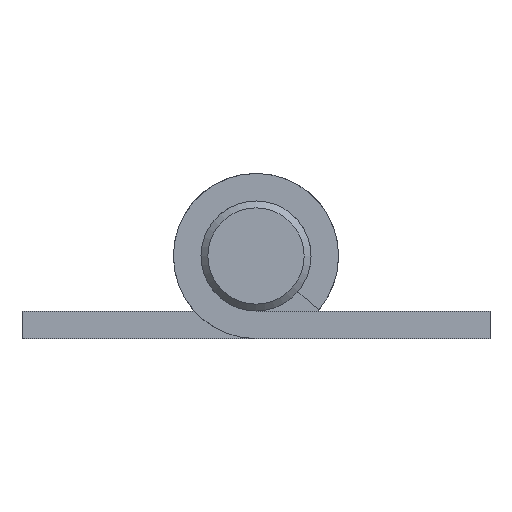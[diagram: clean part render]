
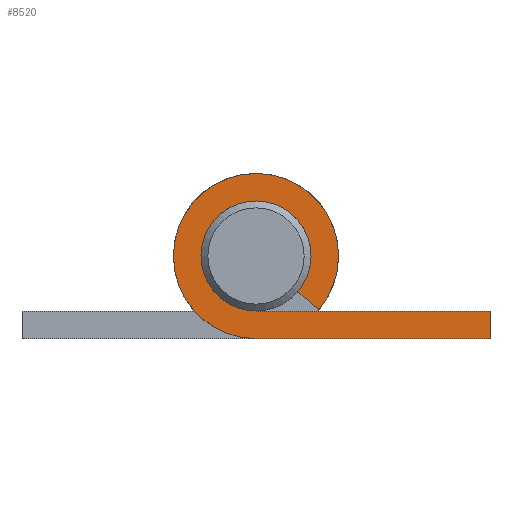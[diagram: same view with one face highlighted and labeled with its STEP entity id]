
A CAD part, front view. The second image highlights one B-rep face of the part: STEP entity #8520.
In plain terms, the highlighted face is planar.
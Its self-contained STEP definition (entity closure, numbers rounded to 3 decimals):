
#98 = DIRECTION ( 'NONE',  ( 0., 0., 1. ) ) ;
#417 = AXIS2_PLACEMENT_3D ( 'NONE', #1234, #2277, #4913 ) ;
#912 = FACE_OUTER_BOUND ( 'NONE', #1118, .T. ) ;
#1118 = EDGE_LOOP ( 'NONE', ( #7554, #1451, #9220, #2725, #1383, #10662 ) ) ;
#1234 = CARTESIAN_POINT ( 'NONE',  ( 0., 20., 0. ) ) ;
#1363 = EDGE_CURVE ( 'NONE', #10784, #7641, #7150, .T. ) ;
#1383 = ORIENTED_EDGE ( 'NONE', *, *, #6720, .T. ) ;
#1451 = ORIENTED_EDGE ( 'NONE', *, *, #1363, .T. ) ;
#1526 = VECTOR ( 'NONE', #6535, 1000. ) ;
#1795 = VECTOR ( 'NONE', #98, 1000. ) ;
#1881 = CARTESIAN_POINT ( 'NONE',  ( -17., 20., -6. ) ) ;
#2088 = VERTEX_POINT ( 'NONE', #2756 ) ;
#2277 = DIRECTION ( 'NONE',  ( 0., -1., 0. ) ) ;
#2725 = ORIENTED_EDGE ( 'NONE', *, *, #5432, .T. ) ;
#2749 = CARTESIAN_POINT ( 'NONE',  ( 0., 20., 0. ) ) ;
#2756 = CARTESIAN_POINT ( 'NONE',  ( -17., 20., -4. ) ) ;
#2863 = PLANE ( 'NONE',  #6948 ) ;
#3051 = EDGE_CURVE ( 'NONE', #7641, #3685, #4633, .T. ) ;
#3181 = CARTESIAN_POINT ( 'NONE',  ( -17., 20., -6. ) ) ;
#3685 = VERTEX_POINT ( 'NONE', #7573 ) ;
#4447 = LINE ( 'NONE', #1881, #1795 ) ;
#4633 = CIRCLE ( 'NONE', #9667, 6. ) ;
#4913 = DIRECTION ( 'NONE',  ( 0., 0., 1. ) ) ;
#5251 = DIRECTION ( 'NONE',  ( 1., 0., 0. ) ) ;
#5321 = CARTESIAN_POINT ( 'NONE',  ( 0., 20., 0. ) ) ;
#5423 = DIRECTION ( 'NONE',  ( 0., 1., 0. ) ) ;
#5432 = EDGE_CURVE ( 'NONE', #3685, #10092, #7385, .T. ) ;
#5459 = EDGE_CURVE ( 'NONE', #7996, #10784, #8364, .T. ) ;
#6249 = CARTESIAN_POINT ( 'NONE',  ( 0., 20., -4. ) ) ;
#6286 = DIRECTION ( 'NONE',  ( 0., 1., 0. ) ) ;
#6476 = VECTOR ( 'NONE', #5251, 1000. ) ;
#6535 = DIRECTION ( 'NONE',  ( -1., 0., 0. ) ) ;
#6720 = EDGE_CURVE ( 'NONE', #10092, #2088, #4447, .T. ) ;
#6898 = CARTESIAN_POINT ( 'NONE',  ( -4.56, 20., -3.9 ) ) ;
#6948 = AXIS2_PLACEMENT_3D ( 'NONE', #2749, #5423, #9026 ) ;
#7150 = LINE ( 'NONE', #7393, #10144 ) ;
#7328 = CARTESIAN_POINT ( 'NONE',  ( -17., 20., -6. ) ) ;
#7385 = LINE ( 'NONE', #3181, #1526 ) ;
#7393 = CARTESIAN_POINT ( 'NONE',  ( -4.56, 20., -3.9 ) ) ;
#7554 = ORIENTED_EDGE ( 'NONE', *, *, #5459, .T. ) ;
#7573 = CARTESIAN_POINT ( 'NONE',  ( 0., 20., -6. ) ) ;
#7641 = VERTEX_POINT ( 'NONE', #6898 ) ;
#7996 = VERTEX_POINT ( 'NONE', #10175 ) ;
#8294 = DIRECTION ( 'NONE',  ( -0.76, 0., -0.65 ) ) ;
#8364 = CIRCLE ( 'NONE', #417, 4. ) ;
#8520 = ADVANCED_FACE ( 'NONE', ( #912 ), #2863, .T. ) ;
#8876 = LINE ( 'NONE', #6249, #6476 ) ;
#9026 = DIRECTION ( 'NONE',  ( 0., 0., 1. ) ) ;
#9220 = ORIENTED_EDGE ( 'NONE', *, *, #3051, .T. ) ;
#9667 = AXIS2_PLACEMENT_3D ( 'NONE', #5321, #6286, #9848 ) ;
#9848 = DIRECTION ( 'NONE',  ( 0., 0., 1. ) ) ;
#10092 = VERTEX_POINT ( 'NONE', #7328 ) ;
#10144 = VECTOR ( 'NONE', #8294, 1000. ) ;
#10175 = CARTESIAN_POINT ( 'NONE',  ( 0., 20., -4. ) ) ;
#10662 = ORIENTED_EDGE ( 'NONE', *, *, #11092, .T. ) ;
#10732 = CARTESIAN_POINT ( 'NONE',  ( -3.04, 20., -2.6 ) ) ;
#10784 = VERTEX_POINT ( 'NONE', #10732 ) ;
#11092 = EDGE_CURVE ( 'NONE', #2088, #7996, #8876, .T. ) ;
